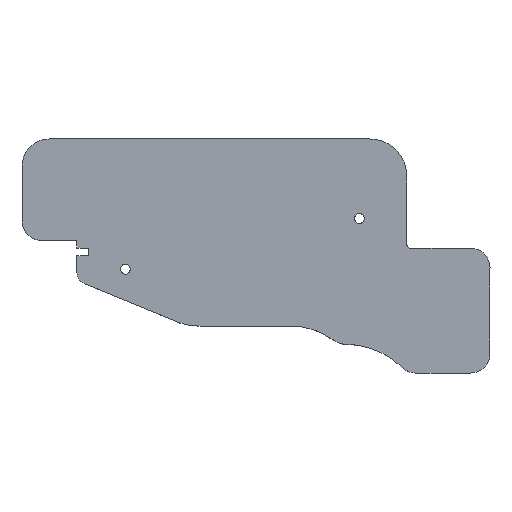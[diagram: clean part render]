
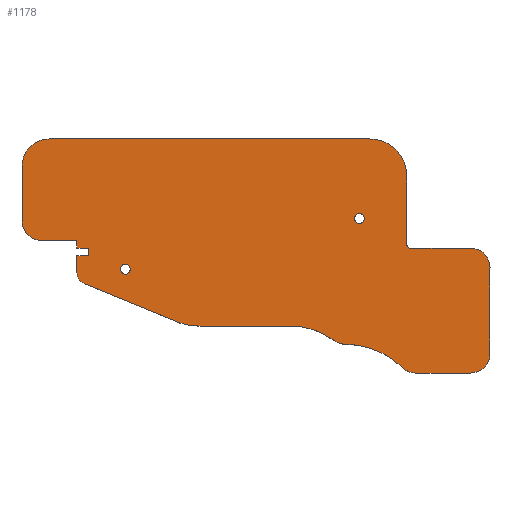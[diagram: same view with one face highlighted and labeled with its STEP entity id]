
A CAD part, top view. The second image highlights one B-rep face of the part: STEP entity #1178.
In plain terms, the highlighted planar face has unit normal (0, 0, 1).
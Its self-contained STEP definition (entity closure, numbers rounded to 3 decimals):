
#17=FACE_BOUND('',#174,.T.);
#18=FACE_BOUND('',#175,.T.);
#51=PLANE('',#1306);
#111=FACE_OUTER_BOUND('',#173,.T.);
#173=EDGE_LOOP('',(#1009,#1010,#1011,#1012,#1013,#1014,#1015,#1016,#1017,
#1018,#1019,#1020,#1021,#1022,#1023,#1024,#1025,#1026,#1027,#1028,#1029,
#1030,#1031,#1032,#1033,#1034,#1035));
#174=EDGE_LOOP('',(#1036));
#175=EDGE_LOOP('',(#1037));
#241=LINE('',#1850,#358);
#245=LINE('',#1862,#362);
#248=LINE('',#1868,#365);
#252=LINE('',#1880,#369);
#259=LINE('',#1910,#376);
#263=LINE('',#1922,#380);
#267=LINE('',#1934,#384);
#270=LINE('',#1940,#387);
#273=LINE('',#1946,#390);
#276=LINE('',#1952,#393);
#279=LINE('',#1958,#396);
#282=LINE('',#1964,#399);
#286=LINE('',#1976,#403);
#290=LINE('',#1988,#407);
#294=LINE('',#1998,#411);
#358=VECTOR('',#1503,10.);
#362=VECTOR('',#1515,10.);
#365=VECTOR('',#1520,10.);
#369=VECTOR('',#1532,10.);
#376=VECTOR('',#1565,10.);
#380=VECTOR('',#1577,10.);
#384=VECTOR('',#1589,10.);
#387=VECTOR('',#1594,10.);
#390=VECTOR('',#1599,10.);
#393=VECTOR('',#1604,10.);
#396=VECTOR('',#1609,10.);
#399=VECTOR('',#1614,10.);
#403=VECTOR('',#1626,10.);
#407=VECTOR('',#1638,10.);
#411=VECTOR('',#1650,10.);
#413=CIRCLE('',#1196,1.265);
#415=CIRCLE('',#1199,1.265);
#443=CIRCLE('',#1257,1.);
#445=CIRCLE('',#1261,5.);
#447=CIRCLE('',#1266,5.);
#449=CIRCLE('',#1270,5.);
#451=CIRCLE('',#1273,21.);
#453=CIRCLE('',#1276,5.6);
#455=CIRCLE('',#1279,18.);
#457=CIRCLE('',#1283,17.);
#459=CIRCLE('',#1287,3.);
#461=CIRCLE('',#1296,5.);
#463=CIRCLE('',#1300,7.);
#465=CIRCLE('',#1304,9.5);
#467=VERTEX_POINT('',#1659);
#469=VERTEX_POINT('',#1665);
#528=VERTEX_POINT('',#1841);
#529=VERTEX_POINT('',#1843);
#531=VERTEX_POINT('',#1849);
#533=VERTEX_POINT('',#1855);
#535=VERTEX_POINT('',#1861);
#537=VERTEX_POINT('',#1867);
#539=VERTEX_POINT('',#1873);
#541=VERTEX_POINT('',#1879);
#543=VERTEX_POINT('',#1885);
#545=VERTEX_POINT('',#1891);
#547=VERTEX_POINT('',#1897);
#549=VERTEX_POINT('',#1903);
#551=VERTEX_POINT('',#1909);
#553=VERTEX_POINT('',#1915);
#555=VERTEX_POINT('',#1921);
#557=VERTEX_POINT('',#1927);
#559=VERTEX_POINT('',#1933);
#561=VERTEX_POINT('',#1939);
#563=VERTEX_POINT('',#1945);
#565=VERTEX_POINT('',#1951);
#567=VERTEX_POINT('',#1957);
#569=VERTEX_POINT('',#1963);
#571=VERTEX_POINT('',#1969);
#573=VERTEX_POINT('',#1975);
#575=VERTEX_POINT('',#1981);
#577=VERTEX_POINT('',#1987);
#579=VERTEX_POINT('',#1993);
#582=EDGE_CURVE('',#467,#467,#413,.T.);
#585=EDGE_CURVE('',#469,#469,#415,.T.);
#672=EDGE_CURVE('',#529,#528,#443,.T.);
#675=EDGE_CURVE('',#531,#529,#241,.T.);
#678=EDGE_CURVE('',#533,#531,#445,.T.);
#681=EDGE_CURVE('',#535,#533,#245,.T.);
#684=EDGE_CURVE('',#537,#535,#248,.T.);
#687=EDGE_CURVE('',#539,#537,#447,.T.);
#690=EDGE_CURVE('',#541,#539,#252,.T.);
#693=EDGE_CURVE('',#543,#541,#449,.T.);
#696=EDGE_CURVE('',#545,#543,#451,.T.);
#699=EDGE_CURVE('',#547,#545,#453,.T.);
#702=EDGE_CURVE('',#549,#547,#455,.T.);
#705=EDGE_CURVE('',#551,#549,#259,.T.);
#708=EDGE_CURVE('',#553,#551,#457,.T.);
#711=EDGE_CURVE('',#555,#553,#263,.T.);
#714=EDGE_CURVE('',#557,#555,#459,.T.);
#717=EDGE_CURVE('',#559,#557,#267,.T.);
#720=EDGE_CURVE('',#561,#559,#270,.T.);
#723=EDGE_CURVE('',#563,#561,#273,.T.);
#726=EDGE_CURVE('',#565,#563,#276,.T.);
#729=EDGE_CURVE('',#567,#565,#279,.T.);
#732=EDGE_CURVE('',#569,#567,#282,.T.);
#735=EDGE_CURVE('',#571,#569,#461,.T.);
#738=EDGE_CURVE('',#573,#571,#286,.T.);
#741=EDGE_CURVE('',#575,#573,#463,.T.);
#744=EDGE_CURVE('',#577,#575,#290,.T.);
#747=EDGE_CURVE('',#579,#577,#465,.T.);
#750=EDGE_CURVE('',#528,#579,#294,.T.);
#1009=ORIENTED_EDGE('',*,*,#750,.T.);
#1010=ORIENTED_EDGE('',*,*,#747,.T.);
#1011=ORIENTED_EDGE('',*,*,#744,.T.);
#1012=ORIENTED_EDGE('',*,*,#741,.T.);
#1013=ORIENTED_EDGE('',*,*,#738,.T.);
#1014=ORIENTED_EDGE('',*,*,#735,.T.);
#1015=ORIENTED_EDGE('',*,*,#732,.T.);
#1016=ORIENTED_EDGE('',*,*,#729,.T.);
#1017=ORIENTED_EDGE('',*,*,#726,.T.);
#1018=ORIENTED_EDGE('',*,*,#723,.T.);
#1019=ORIENTED_EDGE('',*,*,#720,.T.);
#1020=ORIENTED_EDGE('',*,*,#717,.T.);
#1021=ORIENTED_EDGE('',*,*,#714,.T.);
#1022=ORIENTED_EDGE('',*,*,#711,.T.);
#1023=ORIENTED_EDGE('',*,*,#708,.T.);
#1024=ORIENTED_EDGE('',*,*,#705,.T.);
#1025=ORIENTED_EDGE('',*,*,#702,.T.);
#1026=ORIENTED_EDGE('',*,*,#699,.T.);
#1027=ORIENTED_EDGE('',*,*,#696,.T.);
#1028=ORIENTED_EDGE('',*,*,#693,.T.);
#1029=ORIENTED_EDGE('',*,*,#690,.T.);
#1030=ORIENTED_EDGE('',*,*,#687,.T.);
#1031=ORIENTED_EDGE('',*,*,#684,.T.);
#1032=ORIENTED_EDGE('',*,*,#681,.T.);
#1033=ORIENTED_EDGE('',*,*,#678,.T.);
#1034=ORIENTED_EDGE('',*,*,#675,.T.);
#1035=ORIENTED_EDGE('',*,*,#672,.T.);
#1036=ORIENTED_EDGE('',*,*,#582,.T.);
#1037=ORIENTED_EDGE('',*,*,#585,.T.);
#1178=ADVANCED_FACE('',(#111,#17,#18),#51,.T.);
#1196=AXIS2_PLACEMENT_3D('',#1661,#1315,#1316);
#1199=AXIS2_PLACEMENT_3D('',#1667,#1322,#1323);
#1257=AXIS2_PLACEMENT_3D('',#1844,#1497,#1498);
#1261=AXIS2_PLACEMENT_3D('',#1856,#1509,#1510);
#1266=AXIS2_PLACEMENT_3D('',#1874,#1526,#1527);
#1270=AXIS2_PLACEMENT_3D('',#1886,#1538,#1539);
#1273=AXIS2_PLACEMENT_3D('',#1892,#1545,#1546);
#1276=AXIS2_PLACEMENT_3D('',#1898,#1552,#1553);
#1279=AXIS2_PLACEMENT_3D('',#1904,#1559,#1560);
#1283=AXIS2_PLACEMENT_3D('',#1916,#1571,#1572);
#1287=AXIS2_PLACEMENT_3D('',#1928,#1583,#1584);
#1296=AXIS2_PLACEMENT_3D('',#1970,#1620,#1621);
#1300=AXIS2_PLACEMENT_3D('',#1982,#1632,#1633);
#1304=AXIS2_PLACEMENT_3D('',#1994,#1644,#1645);
#1306=AXIS2_PLACEMENT_3D('',#1999,#1651,#1652);
#1315=DIRECTION('center_axis',(0.,0.,-1.));
#1316=DIRECTION('ref_axis',(1.,0.,0.));
#1322=DIRECTION('center_axis',(0.,0.,-1.));
#1323=DIRECTION('ref_axis',(1.,0.,0.));
#1497=DIRECTION('center_axis',(0.,0.,-1.));
#1498=DIRECTION('ref_axis',(-1.,0.,0.));
#1503=DIRECTION('',(-1.,0.,0.));
#1509=DIRECTION('center_axis',(0.,0.,1.));
#1510=DIRECTION('ref_axis',(1.,0.,0.));
#1515=DIRECTION('',(0.,1.,0.));
#1520=DIRECTION('',(0.,1.,0.));
#1526=DIRECTION('center_axis',(0.,0.,1.));
#1527=DIRECTION('ref_axis',(0.,-1.,0.));
#1532=DIRECTION('',(1.,0.,0.));
#1538=DIRECTION('center_axis',(0.,0.,1.));
#1539=DIRECTION('ref_axis',(-0.698,-0.716,0.));
#1545=DIRECTION('center_axis',(0.,0.,-1.));
#1546=DIRECTION('ref_axis',(0.698,0.716,0.));
#1552=DIRECTION('center_axis',(0.,0.,1.));
#1553=DIRECTION('ref_axis',(-0.596,-0.803,0.));
#1559=DIRECTION('center_axis',(0.,0.,-1.));
#1560=DIRECTION('ref_axis',(0.596,0.803,0.));
#1565=DIRECTION('',(1.,0.,0.));
#1571=DIRECTION('center_axis',(0.,0.,1.));
#1572=DIRECTION('ref_axis',(-0.448,-0.894,0.));
#1577=DIRECTION('',(0.925,-0.38,0.));
#1583=DIRECTION('center_axis',(0.,0.,1.));
#1584=DIRECTION('ref_axis',(-1.,0.,0.));
#1589=DIRECTION('',(0.,-1.,0.));
#1594=DIRECTION('',(-1.,0.,0.));
#1599=DIRECTION('',(0.,-1.,0.));
#1604=DIRECTION('',(1.,0.,0.));
#1609=DIRECTION('',(0.,-1.,0.));
#1614=DIRECTION('',(1.,0.,0.));
#1620=DIRECTION('center_axis',(0.,0.,1.));
#1621=DIRECTION('ref_axis',(-1.,0.,0.));
#1626=DIRECTION('',(0.,-1.,0.));
#1632=DIRECTION('center_axis',(0.,0.,1.));
#1633=DIRECTION('ref_axis',(0.,1.,0.));
#1638=DIRECTION('',(-1.,0.,0.));
#1644=DIRECTION('center_axis',(0.,0.,1.));
#1645=DIRECTION('ref_axis',(1.,0.,0.));
#1650=DIRECTION('',(0.,1.,0.));
#1651=DIRECTION('center_axis',(0.,0.,1.));
#1652=DIRECTION('ref_axis',(1.,0.,0.));
#1659=CARTESIAN_POINT('',(-40.538,-8.548,6.));
#1661=CARTESIAN_POINT('Origin',(-39.273,-8.548,6.));
#1665=CARTESIAN_POINT('',(19.462,4.452,6.));
#1667=CARTESIAN_POINT('Origin',(20.727,4.452,6.));
#1841=CARTESIAN_POINT('',(32.9,-2.174,6.));
#1843=CARTESIAN_POINT('',(33.9,-3.174,6.));
#1844=CARTESIAN_POINT('Origin',(33.9,-2.174,6.));
#1849=CARTESIAN_POINT('',(49.227,-3.174,6.));
#1850=CARTESIAN_POINT('',(49.227,-3.174,6.));
#1855=CARTESIAN_POINT('',(54.227,-8.174,6.));
#1856=CARTESIAN_POINT('Origin',(49.227,-8.174,6.));
#1861=CARTESIAN_POINT('',(54.227,-23.774,6.));
#1862=CARTESIAN_POINT('',(54.227,-23.774,6.));
#1867=CARTESIAN_POINT('',(54.227,-30.174,6.));
#1868=CARTESIAN_POINT('',(54.227,-30.174,6.));
#1873=CARTESIAN_POINT('',(49.227,-35.174,6.));
#1874=CARTESIAN_POINT('Origin',(49.227,-30.174,6.));
#1879=CARTESIAN_POINT('',(35.203,-35.174,6.));
#1880=CARTESIAN_POINT('',(35.203,-35.174,6.));
#1885=CARTESIAN_POINT('',(31.715,-33.756,6.));
#1886=CARTESIAN_POINT('Origin',(35.203,-30.174,6.));
#1891=CARTESIAN_POINT('',(17.273,-27.801,6.));
#1892=CARTESIAN_POINT('Origin',(17.063,-48.8,6.));
#1897=CARTESIAN_POINT('',(13.989,-26.696,6.));
#1898=CARTESIAN_POINT('Origin',(17.328,-22.201,6.));
#1903=CARTESIAN_POINT('',(3.253,-23.145,6.));
#1904=CARTESIAN_POINT('Origin',(3.253,-41.145,6.));
#1909=CARTESIAN_POINT('',(-20.129,-23.145,6.));
#1910=CARTESIAN_POINT('',(-20.129,-23.145,6.));
#1915=CARTESIAN_POINT('',(-27.749,-21.341,6.));
#1916=CARTESIAN_POINT('Origin',(-20.129,-6.145,6.));
#1921=CARTESIAN_POINT('',(-49.856,-12.249,6.));
#1922=CARTESIAN_POINT('',(-49.856,-12.249,6.));
#1927=CARTESIAN_POINT('',(-51.712,-9.476,6.));
#1928=CARTESIAN_POINT('Origin',(-48.712,-9.476,6.));
#1933=CARTESIAN_POINT('',(-51.712,-5.145,6.));
#1934=CARTESIAN_POINT('',(-51.712,-5.145,6.));
#1939=CARTESIAN_POINT('',(-48.712,-5.145,6.));
#1940=CARTESIAN_POINT('',(-48.712,-5.145,6.));
#1945=CARTESIAN_POINT('',(-48.712,-3.145,6.));
#1946=CARTESIAN_POINT('',(-48.712,-3.145,6.));
#1951=CARTESIAN_POINT('',(-51.712,-3.145,6.));
#1952=CARTESIAN_POINT('',(-51.712,-3.145,6.));
#1957=CARTESIAN_POINT('',(-51.712,-1.145,6.));
#1958=CARTESIAN_POINT('',(-51.712,-1.145,6.));
#1963=CARTESIAN_POINT('',(-60.773,-1.145,6.));
#1964=CARTESIAN_POINT('',(-60.773,-1.145,6.));
#1969=CARTESIAN_POINT('',(-65.773,3.855,6.));
#1970=CARTESIAN_POINT('Origin',(-60.773,3.855,6.));
#1975=CARTESIAN_POINT('',(-65.773,17.855,6.));
#1976=CARTESIAN_POINT('',(-65.773,17.855,6.));
#1981=CARTESIAN_POINT('',(-58.773,24.855,6.));
#1982=CARTESIAN_POINT('Origin',(-58.773,17.855,6.));
#1987=CARTESIAN_POINT('',(23.4,24.855,6.));
#1988=CARTESIAN_POINT('',(23.4,24.855,6.));
#1993=CARTESIAN_POINT('',(32.9,15.355,6.));
#1994=CARTESIAN_POINT('Origin',(23.4,15.355,6.));
#1998=CARTESIAN_POINT('',(32.9,-2.174,6.));
#1999=CARTESIAN_POINT('Origin',(-5.773,-5.159,6.));
